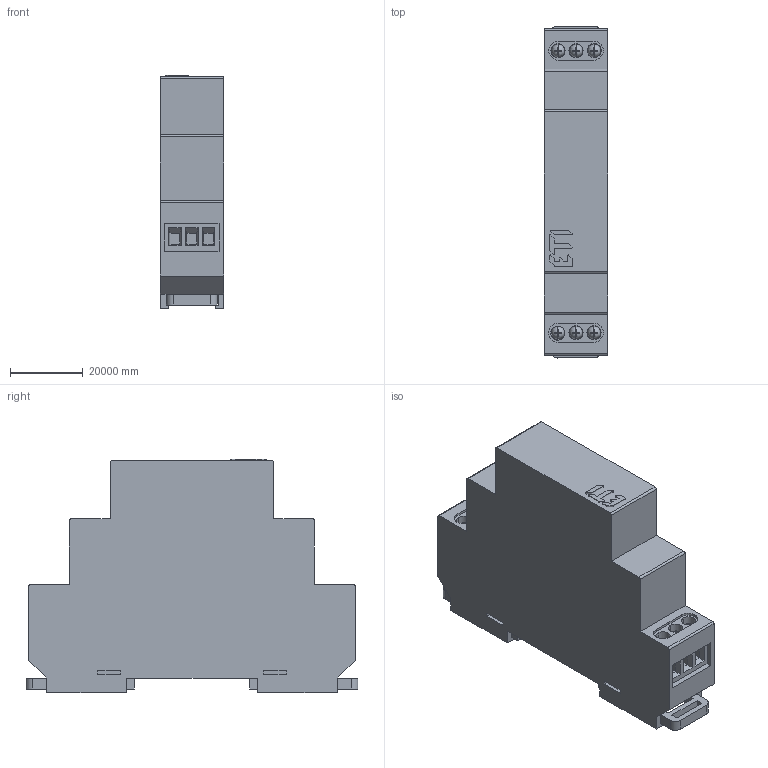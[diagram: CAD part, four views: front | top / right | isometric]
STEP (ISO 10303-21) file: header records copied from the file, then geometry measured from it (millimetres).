
FILE_DESCRIPTION((''),'2;1');
FILE_NAME('ETR-91_ASM','2020-11-03T',('marketing.praksa'),('Audax d.o.o.'),'CREO PARAMETRIC BY PTC INC, 2017480','CREO PARAMETRIC BY PTC INC, 2017480','');
FILE_SCHEMA(('AUTOMOTIVE_DESIGN { 1 0 10303 214 1 1 1 1 }'));
Length unit declared in the file: metre
Products named in the file (16): TMP_DWG_1; TMP_DWG_2; TMP_DWG_3; TMP_DWG_4; TMP_DWG_5; TMP_DWG_6; TMP_DWG_7; TMP_DWG_8; TMP_DWG_9; TMP_DWG_10; TMP_DWG_11_1; TMP_DWG_11_2; TMP_DWG_11_3; TMP_DWG_11_ASM; TMP_DWG_12; ETR-91_ASM
Assembly tree (15 placements, depth 3):
  ETR-91_ASM
    TMP_DWG_1
    TMP_DWG_2
    TMP_DWG_3
    TMP_DWG_4
    TMP_DWG_5
    TMP_DWG_6
    TMP_DWG_7
    TMP_DWG_8
    TMP_DWG_9
    TMP_DWG_10
    TMP_DWG_11_ASM
      TMP_DWG_11_1
      TMP_DWG_11_2
      TMP_DWG_11_3
    TMP_DWG_12
Bounding box: 17500.2 x 91326.85 x 64121.01 mm (x, y, z)
Volume: 2020817678647.8 mm3; surface area: 18830100989.7 mm2
Topology: 13 solids, 14 shells, 379 faces, 993 edges, 656 vertices
Faces by surface type: plane 309, cylinder 54, sphere 12, extrusion 4
Entity records: 18346 total; most frequent: CARTESIAN_POINT 2148, DIRECTION 2045, ORIENTED_EDGE 1978, PRESENTATION_STYLE_ASSIGNMENT 1390, STYLED_ITEM 1317, CURVE_STYLE 997, EDGE_CURVE 993, VECTOR 759
